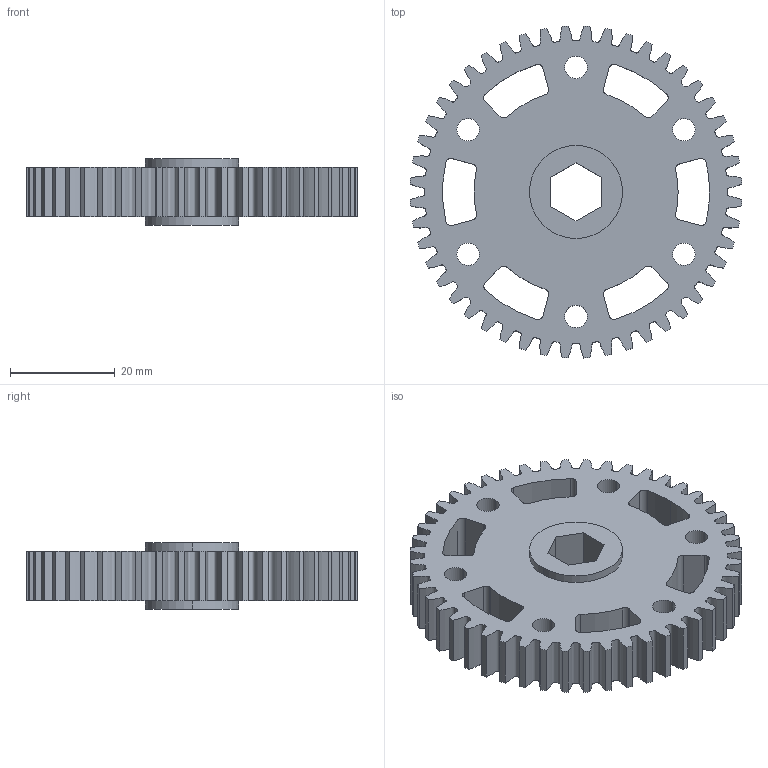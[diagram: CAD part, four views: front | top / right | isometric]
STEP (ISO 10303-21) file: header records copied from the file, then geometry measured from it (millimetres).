
FILE_DESCRIPTION (( 'STEP AP203' ), '1' );
FILE_NAME ('48.hex375.VP217-3217.STEP', '2014-06-22T20:23:55', ( '' ), ( '' ), 'SwSTEP 2.0', 'SolidWorks 2013', '' );
FILE_SCHEMA (( 'CONFIG_CONTROL_DESIGN' ));
Length unit declared in the file: inch
Products named in the file (1): 48.hex375.VP217-3217
Bounding box: 63.43 x 63.43 x 12.65 mm (x, y, z)
Volume: 23456.3 mm3; surface area: 11633.6 mm2
Topology: 1 solids, 1 shells, 178 faces, 522 edges, 348 vertices
Faces by surface type: cylinder 108, bspline 48, plane 22
Entity records: 20437 total; most frequent: CARTESIAN_POINT 15689, ORIENTED_EDGE 1044, DIRECTION 904, EDGE_CURVE 522, VERTEX_POINT 348, AXIS2_PLACEMENT_3D 347, CIRCLE 216, VECTOR 210
